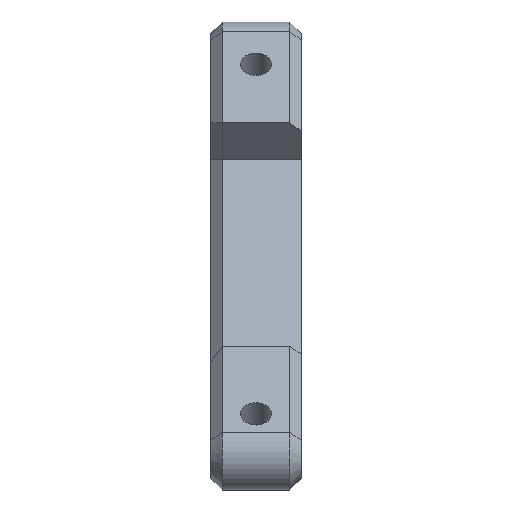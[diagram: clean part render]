
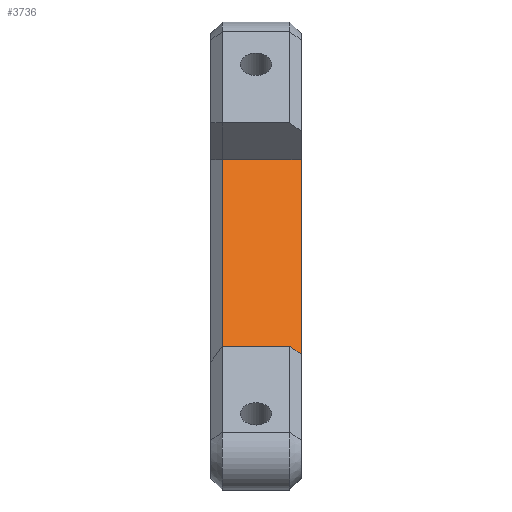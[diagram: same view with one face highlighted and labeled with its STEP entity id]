
A CAD part, front view. The second image highlights one B-rep face of the part: STEP entity #3736.
In plain terms, the highlighted planar face has unit normal (0, -0.707, 0.707).
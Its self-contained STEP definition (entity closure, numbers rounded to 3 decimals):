
#278 = PLANE('',#279);
#279 = AXIS2_PLACEMENT_3D('',#280,#281,#282);
#280 = CARTESIAN_POINT('',(-60.,-142.646,-23.354));
#281 = DIRECTION('',(0.707,0.5,-0.5));
#282 = DIRECTION('',(0.,0.707,0.707));
#1309 = VERTEX_POINT('',#1310);
#1310 = CARTESIAN_POINT('',(-59.5,-123.201,-3.201));
#1345 = PLANE('',#1346);
#1346 = AXIS2_PLACEMENT_3D('',#1347,#1348,#1349);
#1347 = CARTESIAN_POINT('',(-50.,-123.201,-3.201));
#1348 = DIRECTION('',(0.,0.707,0.707));
#1349 = DIRECTION('',(-0.,0.707,-0.707));
#1416 = VERTEX_POINT('',#1417);
#1417 = CARTESIAN_POINT('',(-59.5,-143.,-23.));
#1440 = EDGE_CURVE('',#1416,#1309,#1441,.T.);
#1441 = SURFACE_CURVE('',#1442,(#1446,#1453),.PCURVE_S1.);
#1442 = LINE('',#1443,#1444);
#1443 = CARTESIAN_POINT('',(-59.5,-143.,-23.));
#1444 = VECTOR('',#1445,1.);
#1445 = DIRECTION('',(0.,0.707,0.707));
#1446 = PCURVE('',#278,#1447);
#1447 = DEFINITIONAL_REPRESENTATION('',(#1448),#1452);
#1448 = LINE('',#1449,#1450);
#1449 = CARTESIAN_POINT('',(0.,0.707));
#1450 = VECTOR('',#1451,1.);
#1451 = DIRECTION('',(1.,0.));
#1452 = ( GEOMETRIC_REPRESENTATION_CONTEXT(2) 
PARAMETRIC_REPRESENTATION_CONTEXT() REPRESENTATION_CONTEXT('2D SPACE',''
  ) );
#1453 = PCURVE('',#1454,#1459);
#1454 = PLANE('',#1455);
#1455 = AXIS2_PLACEMENT_3D('',#1456,#1457,#1458);
#1456 = CARTESIAN_POINT('',(-50.,-143.,-23.));
#1457 = DIRECTION('',(0.,-0.707,0.707));
#1458 = DIRECTION('',(1.,0.,0.));
#1459 = DEFINITIONAL_REPRESENTATION('',(#1460),#1464);
#1460 = LINE('',#1461,#1462);
#1461 = CARTESIAN_POINT('',(-9.5,0.));
#1462 = VECTOR('',#1463,1.);
#1463 = DIRECTION('',(0.,1.));
#1464 = ( GEOMETRIC_REPRESENTATION_CONTEXT(2) 
PARAMETRIC_REPRESENTATION_CONTEXT() REPRESENTATION_CONTEXT('2D SPACE',''
  ) );
#1562 = PLANE('',#1563);
#1563 = AXIS2_PLACEMENT_3D('',#1564,#1565,#1566);
#1564 = CARTESIAN_POINT('',(-50.,-143.,-23.));
#1565 = DIRECTION('',(0.,0.707,0.707));
#1566 = DIRECTION('',(-0.,0.707,-0.707));
#1697 = PLANE('',#1698);
#1698 = AXIS2_PLACEMENT_3D('',#1699,#1700,#1701);
#1699 = CARTESIAN_POINT('',(-52.5,-128.922,-17.317));
#1700 = DIRECTION('',(1.,0.,0.));
#1701 = DIRECTION('',(0.,0.,1.));
#3613 = EDGE_CURVE('',#3614,#1309,#3616,.T.);
#3614 = VERTEX_POINT('',#3615);
#3615 = CARTESIAN_POINT('',(-52.5,-123.201,-3.201));
#3616 = SURFACE_CURVE('',#3617,(#3621,#3628),.PCURVE_S1.);
#3617 = LINE('',#3618,#3619);
#3618 = CARTESIAN_POINT('',(-50.,-123.201,-3.201));
#3619 = VECTOR('',#3620,1.);
#3620 = DIRECTION('',(-1.,0.,-0.));
#3621 = PCURVE('',#1345,#3622);
#3622 = DEFINITIONAL_REPRESENTATION('',(#3623),#3627);
#3623 = LINE('',#3624,#3625);
#3624 = CARTESIAN_POINT('',(-0.,0.));
#3625 = VECTOR('',#3626,1.);
#3626 = DIRECTION('',(-0.,1.));
#3627 = ( GEOMETRIC_REPRESENTATION_CONTEXT(2) 
PARAMETRIC_REPRESENTATION_CONTEXT() REPRESENTATION_CONTEXT('2D SPACE',''
  ) );
#3628 = PCURVE('',#1454,#3629);
#3629 = DEFINITIONAL_REPRESENTATION('',(#3630),#3634);
#3630 = LINE('',#3631,#3632);
#3631 = CARTESIAN_POINT('',(-0.,28.));
#3632 = VECTOR('',#3633,1.);
#3633 = DIRECTION('',(-1.,0.));
#3634 = ( GEOMETRIC_REPRESENTATION_CONTEXT(2) 
PARAMETRIC_REPRESENTATION_CONTEXT() REPRESENTATION_CONTEXT('2D SPACE',''
  ) );
#3736 = ADVANCED_FACE('',(#3737),#1454,.T.);
#3737 = FACE_BOUND('',#3738,.F.);
#3738 = EDGE_LOOP('',(#3739,#3740,#3763,#3784));
#3739 = ORIENTED_EDGE('',*,*,#3613,.F.);
#3740 = ORIENTED_EDGE('',*,*,#3741,.F.);
#3741 = EDGE_CURVE('',#3742,#3614,#3744,.T.);
#3742 = VERTEX_POINT('',#3743);
#3743 = CARTESIAN_POINT('',(-52.5,-143.,-23.));
#3744 = SURFACE_CURVE('',#3745,(#3749,#3756),.PCURVE_S1.);
#3745 = LINE('',#3746,#3747);
#3746 = CARTESIAN_POINT('',(-52.5,-138.06,-18.06));
#3747 = VECTOR('',#3748,1.);
#3748 = DIRECTION('',(0.,0.707,0.707));
#3749 = PCURVE('',#1454,#3750);
#3750 = DEFINITIONAL_REPRESENTATION('',(#3751),#3755);
#3751 = LINE('',#3752,#3753);
#3752 = CARTESIAN_POINT('',(-2.5,6.986));
#3753 = VECTOR('',#3754,1.);
#3754 = DIRECTION('',(0.,1.));
#3755 = ( GEOMETRIC_REPRESENTATION_CONTEXT(2) 
PARAMETRIC_REPRESENTATION_CONTEXT() REPRESENTATION_CONTEXT('2D SPACE',''
  ) );
#3756 = PCURVE('',#1697,#3757);
#3757 = DEFINITIONAL_REPRESENTATION('',(#3758),#3762);
#3758 = LINE('',#3759,#3760);
#3759 = CARTESIAN_POINT('',(-0.743,9.137));
#3760 = VECTOR('',#3761,1.);
#3761 = DIRECTION('',(0.707,-0.707));
#3762 = ( GEOMETRIC_REPRESENTATION_CONTEXT(2) 
PARAMETRIC_REPRESENTATION_CONTEXT() REPRESENTATION_CONTEXT('2D SPACE',''
  ) );
#3763 = ORIENTED_EDGE('',*,*,#3764,.T.);
#3764 = EDGE_CURVE('',#3742,#1416,#3765,.T.);
#3765 = SURFACE_CURVE('',#3766,(#3770,#3777),.PCURVE_S1.);
#3766 = LINE('',#3767,#3768);
#3767 = CARTESIAN_POINT('',(-50.,-143.,-23.));
#3768 = VECTOR('',#3769,1.);
#3769 = DIRECTION('',(-1.,0.,-0.));
#3770 = PCURVE('',#1454,#3771);
#3771 = DEFINITIONAL_REPRESENTATION('',(#3772),#3776);
#3772 = LINE('',#3773,#3774);
#3773 = CARTESIAN_POINT('',(-0.,0.));
#3774 = VECTOR('',#3775,1.);
#3775 = DIRECTION('',(-1.,0.));
#3776 = ( GEOMETRIC_REPRESENTATION_CONTEXT(2) 
PARAMETRIC_REPRESENTATION_CONTEXT() REPRESENTATION_CONTEXT('2D SPACE',''
  ) );
#3777 = PCURVE('',#1562,#3778);
#3778 = DEFINITIONAL_REPRESENTATION('',(#3779),#3783);
#3779 = LINE('',#3780,#3781);
#3780 = CARTESIAN_POINT('',(-0.,0.));
#3781 = VECTOR('',#3782,1.);
#3782 = DIRECTION('',(-0.,1.));
#3783 = ( GEOMETRIC_REPRESENTATION_CONTEXT(2) 
PARAMETRIC_REPRESENTATION_CONTEXT() REPRESENTATION_CONTEXT('2D SPACE',''
  ) );
#3784 = ORIENTED_EDGE('',*,*,#1440,.T.);
